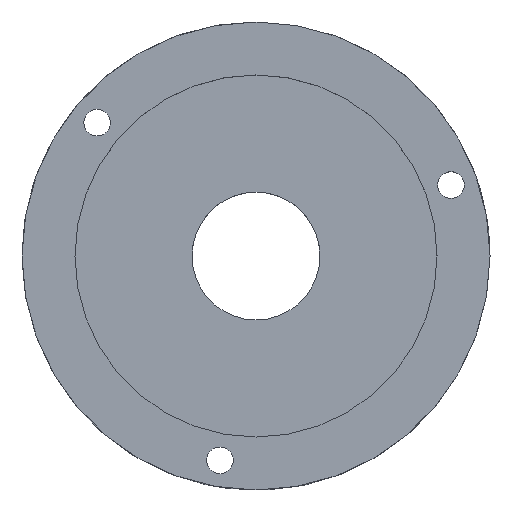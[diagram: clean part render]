
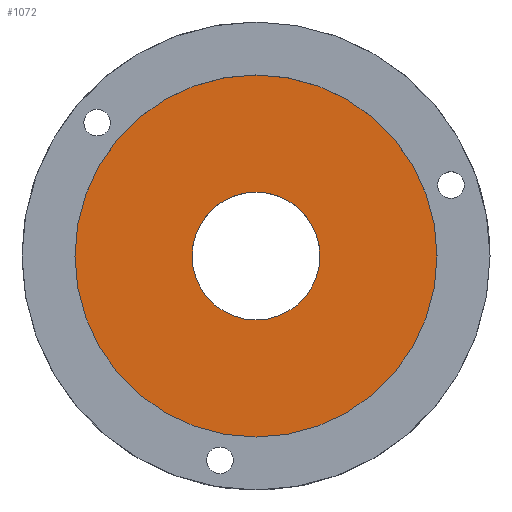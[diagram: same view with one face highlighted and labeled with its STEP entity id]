
A CAD part, top view. The second image highlights one B-rep face of the part: STEP entity #1072.
In plain terms, the highlighted face is planar.
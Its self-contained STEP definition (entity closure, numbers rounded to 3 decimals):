
#302 = CYLINDRICAL_SURFACE('',#303,5.3);
#303 = AXIS2_PLACEMENT_3D('',#304,#305,#306);
#304 = CARTESIAN_POINT('',(0.,2.5,0.));
#305 = DIRECTION('',(0.,-1.,0.));
#306 = DIRECTION('',(1.,0.,0.));
#786 = EDGE_CURVE('',#787,#787,#789,.T.);
#787 = VERTEX_POINT('',#788);
#788 = CARTESIAN_POINT('',(5.3,2.5,0.));
#789 = SURFACE_CURVE('',#790,(#795,#802),.PCURVE_S1.);
#790 = CIRCLE('',#791,5.3);
#791 = AXIS2_PLACEMENT_3D('',#792,#793,#794);
#792 = CARTESIAN_POINT('',(0.,2.5,0.));
#793 = DIRECTION('',(0.,-1.,0.));
#794 = DIRECTION('',(1.,0.,0.));
#795 = PCURVE('',#302,#796);
#796 = DEFINITIONAL_REPRESENTATION('',(#797),#801);
#797 = LINE('',#798,#799);
#798 = CARTESIAN_POINT('',(0.,0.));
#799 = VECTOR('',#800,1.);
#800 = DIRECTION('',(1.,0.));
#801 = ( GEOMETRIC_REPRESENTATION_CONTEXT(2) 
PARAMETRIC_REPRESENTATION_CONTEXT() REPRESENTATION_CONTEXT('2D SPACE',''
  ) );
#802 = PCURVE('',#803,#808);
#803 = PLANE('',#804);
#804 = AXIS2_PLACEMENT_3D('',#805,#806,#807);
#805 = CARTESIAN_POINT('',(0.,2.5,0.));
#806 = DIRECTION('',(0.,-1.,0.));
#807 = DIRECTION('',(1.,0.,0.));
#808 = DEFINITIONAL_REPRESENTATION('',(#809),#813);
#809 = CIRCLE('',#810,5.3);
#810 = AXIS2_PLACEMENT_2D('',#811,#812);
#811 = CARTESIAN_POINT('',(0.,0.));
#812 = DIRECTION('',(1.,0.));
#813 = ( GEOMETRIC_REPRESENTATION_CONTEXT(2) 
PARAMETRIC_REPRESENTATION_CONTEXT() REPRESENTATION_CONTEXT('2D SPACE',''
  ) );
#892 = CYLINDRICAL_SURFACE('',#893,15.01);
#893 = AXIS2_PLACEMENT_3D('',#894,#895,#896);
#894 = CARTESIAN_POINT('',(0.,5.,0.));
#895 = DIRECTION('',(0.,-1.,0.));
#896 = DIRECTION('',(1.,0.,0.));
#1072 = ADVANCED_FACE('',(#1073,#1099),#803,.F.);
#1073 = FACE_BOUND('',#1074,.F.);
#1074 = EDGE_LOOP('',(#1075));
#1075 = ORIENTED_EDGE('',*,*,#1076,.T.);
#1076 = EDGE_CURVE('',#1077,#1077,#1079,.T.);
#1077 = VERTEX_POINT('',#1078);
#1078 = CARTESIAN_POINT('',(15.01,2.5,0.));
#1079 = SURFACE_CURVE('',#1080,(#1085,#1092),.PCURVE_S1.);
#1080 = CIRCLE('',#1081,15.01);
#1081 = AXIS2_PLACEMENT_3D('',#1082,#1083,#1084);
#1082 = CARTESIAN_POINT('',(0.,2.5,0.));
#1083 = DIRECTION('',(0.,-1.,0.));
#1084 = DIRECTION('',(1.,0.,0.));
#1085 = PCURVE('',#803,#1086);
#1086 = DEFINITIONAL_REPRESENTATION('',(#1087),#1091);
#1087 = CIRCLE('',#1088,15.01);
#1088 = AXIS2_PLACEMENT_2D('',#1089,#1090);
#1089 = CARTESIAN_POINT('',(0.,0.));
#1090 = DIRECTION('',(1.,0.));
#1091 = ( GEOMETRIC_REPRESENTATION_CONTEXT(2) 
PARAMETRIC_REPRESENTATION_CONTEXT() REPRESENTATION_CONTEXT('2D SPACE',''
  ) );
#1092 = PCURVE('',#892,#1093);
#1093 = DEFINITIONAL_REPRESENTATION('',(#1094),#1098);
#1094 = LINE('',#1095,#1096);
#1095 = CARTESIAN_POINT('',(0.,2.5));
#1096 = VECTOR('',#1097,1.);
#1097 = DIRECTION('',(1.,0.));
#1098 = ( GEOMETRIC_REPRESENTATION_CONTEXT(2) 
PARAMETRIC_REPRESENTATION_CONTEXT() REPRESENTATION_CONTEXT('2D SPACE',''
  ) );
#1099 = FACE_BOUND('',#1100,.F.);
#1100 = EDGE_LOOP('',(#1101));
#1101 = ORIENTED_EDGE('',*,*,#786,.F.);
